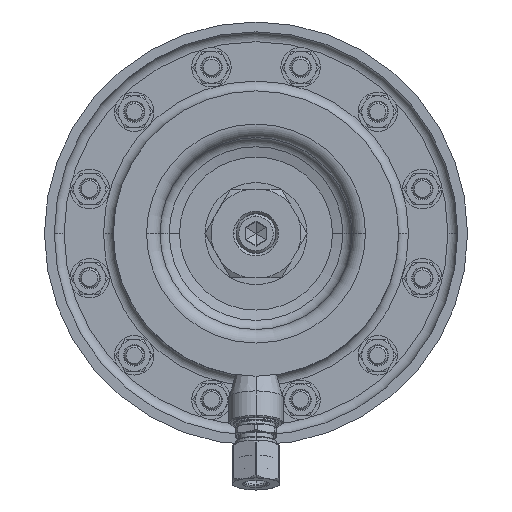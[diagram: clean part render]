
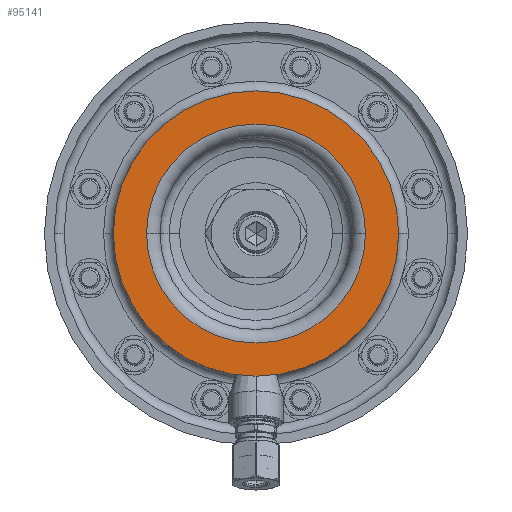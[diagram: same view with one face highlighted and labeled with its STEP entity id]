
A CAD part, front view. The second image highlights one B-rep face of the part: STEP entity #95141.
In plain terms, the highlighted face is planar.
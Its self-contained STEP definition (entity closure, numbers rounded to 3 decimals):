
#94731=CARTESIAN_POINT('',(0.,16.,0.));
#94732=DIRECTION('',(0.,-1.,0.));
#94733=DIRECTION('',(1.,0.,0.));
#94734=AXIS2_PLACEMENT_3D('',#94731,#94732,#94733);
#94741=CARTESIAN_POINT('',(0.,16.,0.));
#94742=DIRECTION('',(0.,1.,0.));
#94743=DIRECTION('',(1.,0.,0.));
#94744=AXIS2_PLACEMENT_3D('',#94741,#94742,#94743);
#94746=CARTESIAN_POINT('',(0.,16.,0.));
#94747=DIRECTION('',(0.,1.,0.));
#94748=DIRECTION('',(1.,0.,0.));
#94749=AXIS2_PLACEMENT_3D('',#94746,#94747,#94748);
#94751=CARTESIAN_POINT('',(0.,16.,0.));
#94752=DIRECTION('',(0.,-1.,0.));
#94753=DIRECTION('',(1.,0.,0.));
#94754=AXIS2_PLACEMENT_3D('',#94751,#94752,#94753);
#94881=CARTESIAN_POINT('',(58.,16.,0.));
#94883=VERTEX_POINT('',#94881);
#94884=CARTESIAN_POINT('',(44.5,16.,0.));
#94886=VERTEX_POINT('',#94884);
#94909=CARTESIAN_POINT('',(-58.,16.,0.));
#94911=VERTEX_POINT('',#94909);
#94912=CARTESIAN_POINT('',(-44.5,16.,0.));
#94914=VERTEX_POINT('',#94912);
#95126=CARTESIAN_POINT('',(0.,16.,0.));
#95127=DIRECTION('',(0.,1.,0.));
#95128=DIRECTION('',(1.,0.,0.));
#95129=AXIS2_PLACEMENT_3D('',#95126,#95127,#95128);
#95130=PLANE('',#95129);
#95132=ORIENTED_EDGE('',*,*,#95131,.F.);
#95134=ORIENTED_EDGE('',*,*,#95133,.T.);
#95135=EDGE_LOOP('',(#95132,#95134));
#95136=FACE_OUTER_BOUND('',#95135,.F.);
#95137=ORIENTED_EDGE('',*,*,#95105,.F.);
#95138=ORIENTED_EDGE('',*,*,#95121,.T.);
#95139=EDGE_LOOP('',(#95137,#95138));
#95140=FACE_BOUND('',#95139,.F.);
#94735=CIRCLE('',#94734,44.5);
#94745=CIRCLE('',#94744,44.5);
#94750=CIRCLE('',#94749,58.);
#94755=CIRCLE('',#94754,58.);
#95105=EDGE_CURVE('',#94886,#94914,#94735,.T.);
#95121=EDGE_CURVE('',#94886,#94914,#94745,.T.);
#95131=EDGE_CURVE('',#94883,#94911,#94750,.T.);
#95133=EDGE_CURVE('',#94883,#94911,#94755,.T.);
#95141=ADVANCED_FACE('',(#95136,#95140),#95130,.T.);
